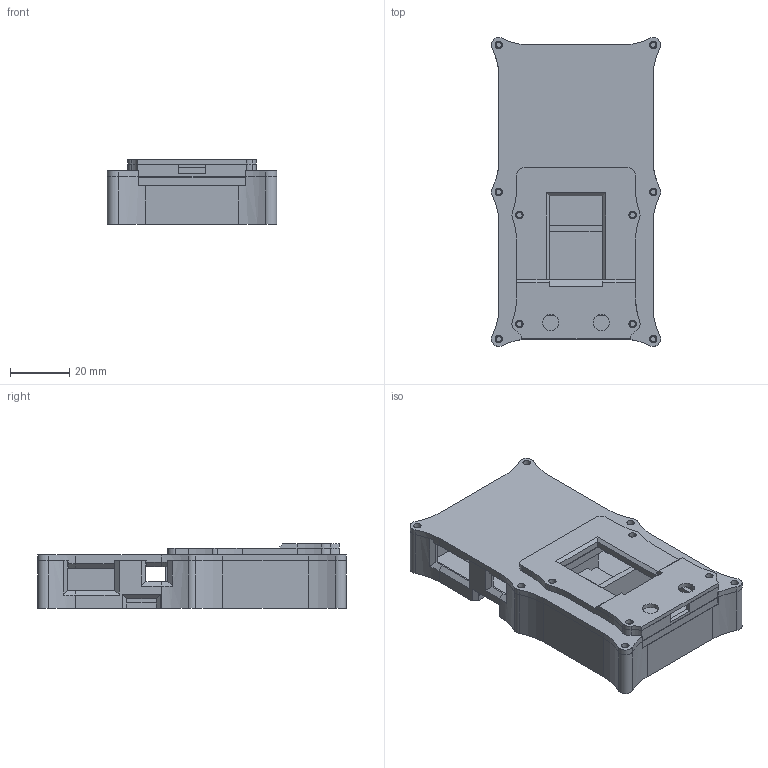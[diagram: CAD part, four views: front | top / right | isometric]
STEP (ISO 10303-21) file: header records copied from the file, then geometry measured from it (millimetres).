
FILE_DESCRIPTION(/* description */ ('STEP AP242','CAx-IF Rec.Pracs.---Representation and Presentation of Product Manufacturing Information (PMI)---4.0---2014-10-13','CAx-IF Rec.Pracs.---3D Tessellated Geometry---0.4---2014-09-14','2;1'),/* implementation_level */ '2;1');
FILE_NAME(/* name */ '64e73a8e32d3de463f80a627',/* time_stamp */ '2023-08-24T11:10:07Z',/* author */ (''),/* organization */ (''),/* preprocessor_version */ 'ST-DEVELOPER v19.4',/* originating_system */ ' ',/* authorisation */ ' ');
FILE_SCHEMA (('AP242_MANAGED_MODEL_BASED_3D_ENGINEERING_MIM_LF { 1 0 10303 442 1 1 4 }'));
Length unit declared in the file: metre
Products named in the file (6): Assembly 1; Part 1
Assembly tree (5 placements, depth 2):
  Assembly 1
    Part 1
    Part 1
    Part 1
    Part 1
    Part 1
Bounding box: 57 x 104 x 21.8 mm (x, y, z)
Volume: 37821.9 mm3; surface area: 36892.5 mm2
Topology: 5 solids, 5 shells, 270 faces, 769 edges, 507 vertices
Faces by surface type: plane 169, cylinder 95, cone 6
Full cylindrical faces by diameter (mm): 1.8 x10, 2.5 x12, 5.5 x2
Entity records: 8872 total; most frequent: CARTESIAN_POINT 1544, DIRECTION 1494, ORIENTED_EDGE 1482, EDGE_CURVE 741, LINE 524, VECTOR 524, VERTEX_POINT 503, AXIS2_PLACEMENT_3D 485
